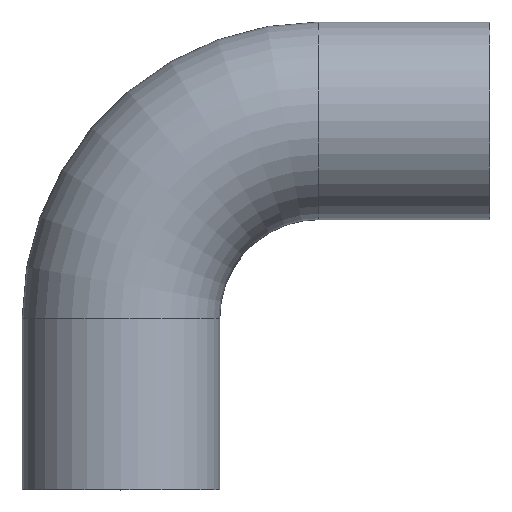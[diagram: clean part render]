
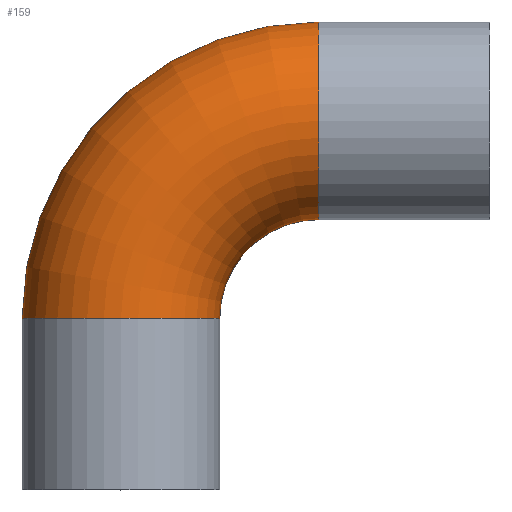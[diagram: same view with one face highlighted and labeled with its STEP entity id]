
A CAD part, top view. The second image highlights one B-rep face of the part: STEP entity #159.
In plain terms, the highlighted toroidal (fillet/blend) face has major radius 90 mm and minor radius 45 mm.
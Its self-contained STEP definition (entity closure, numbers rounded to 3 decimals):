
#89 = EDGE_CURVE( '', #179, #189, #224, .T. );
#91 = EDGE_CURVE( '', #167, #145, #226, .T. );
#109 = EDGE_CURVE( '', #189, #145, #249, .T. );
#145 = VERTEX_POINT( '', #288 );
#159 = ADVANCED_FACE( '', ( #303 ), #304, .T. );
#161 = EDGE_CURVE( '', #167, #179, #306, .T. );
#167 = VERTEX_POINT( '', #312 );
#179 = VERTEX_POINT( '', #326 );
#189 = VERTEX_POINT( '', #338 );
#224 = CIRCLE( '', #367, 45. );
#226 = CIRCLE( '', #370, 45. );
#249 = CIRCLE( '', #398, 45. );
#288 = CARTESIAN_POINT( '', ( 90., 123., 0. ) );
#303 = FACE_OUTER_BOUND( '', #468, .T. );
#304 = TOROIDAL_SURFACE( '', #469, 90., 45. );
#306 = CIRCLE( '', #472, 135. );
#312 = CARTESIAN_POINT( '', ( 90., 213., 0. ) );
#326 = CARTESIAN_POINT( '', ( -45., 78., 0. ) );
#338 = CARTESIAN_POINT( '', ( 45., 78., 0. ) );
#367 = AXIS2_PLACEMENT_3D( '', #540, #541, #542 );
#370 = AXIS2_PLACEMENT_3D( '', #543, #544, #545 );
#398 = AXIS2_PLACEMENT_3D( '', #585, #586, #587 );
#468 = EDGE_LOOP( '', ( #640, #641, #642, #643 ) );
#469 = AXIS2_PLACEMENT_3D( '', #644, #645, #646 );
#472 = AXIS2_PLACEMENT_3D( '', #647, #648, #649 );
#540 = CARTESIAN_POINT( '', ( 0., 78., 0. ) );
#541 = DIRECTION( '', ( 0., 1., 0. ) );
#542 = DIRECTION( '', ( 1., 0., 0. ) );
#543 = CARTESIAN_POINT( '', ( 90., 168., 0. ) );
#544 = DIRECTION( '', ( 1., 0., 0. ) );
#545 = DIRECTION( '', ( 0., -1., 0. ) );
#585 = CARTESIAN_POINT( '', ( 90., 78., 0. ) );
#586 = DIRECTION( '', ( 0., 0., -1. ) );
#587 = DIRECTION( '', ( 1., 0., 0. ) );
#640 = ORIENTED_EDGE( '', *, *, #161, .T. );
#641 = ORIENTED_EDGE( '', *, *, #89, .T. );
#642 = ORIENTED_EDGE( '', *, *, #109, .T. );
#643 = ORIENTED_EDGE( '', *, *, #91, .F. );
#644 = CARTESIAN_POINT( '', ( 90., 78., 0. ) );
#645 = DIRECTION( '', ( 0., 0., 1. ) );
#646 = DIRECTION( '', ( 1., 0., 0. ) );
#647 = CARTESIAN_POINT( '', ( 90., 78., 0. ) );
#648 = DIRECTION( '', ( 0., 0., 1. ) );
#649 = DIRECTION( '', ( 1., 0., 0. ) );
